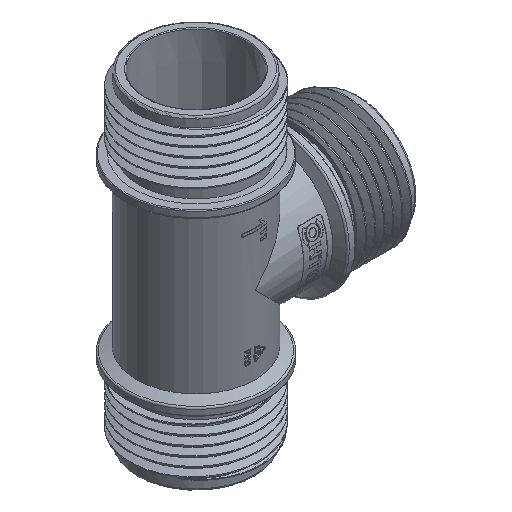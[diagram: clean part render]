
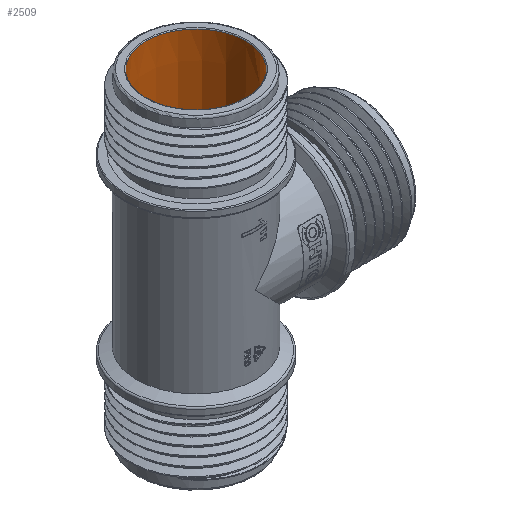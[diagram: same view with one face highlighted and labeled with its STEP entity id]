
A CAD part, isometric view. The second image highlights one B-rep face of the part: STEP entity #2509.
In plain terms, the highlighted conical face has half-angle 0.256 degrees and reference radius 12.5 mm.
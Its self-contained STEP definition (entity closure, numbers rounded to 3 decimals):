
#2000=CONICAL_SURFACE('',#5453,12.5,0.256);
#2009=ELLIPSE('',#5449,17.678,12.5);
#2509=ADVANCED_FACE('',(#2863,#2864),#2000,.F.);
#2863=FACE_BOUND('',#2980,.T.);
#2864=FACE_BOUND('',#2981,.T.);
#2980=EDGE_LOOP('',(#3288));
#2981=EDGE_LOOP('',(#3289,#3290));
#3288=ORIENTED_EDGE('',*,*,#4783,.T.);
#3289=ORIENTED_EDGE('',*,*,#4784,.T.);
#3290=ORIENTED_EDGE('',*,*,#4782,.F.);
#4396=VERTEX_POINT('',#7217);
#4397=VERTEX_POINT('',#7218);
#4398=VERTEX_POINT('',#7222);
#4782=EDGE_CURVE('',#4397,#4396,#2009,.T.);
#4783=EDGE_CURVE('',#4398,#4398,#5332,.T.);
#4784=EDGE_CURVE('',#4397,#4396,#5333,.T.);
#5332=CIRCLE('',#5451,12.684);
#5333=CIRCLE('',#5452,12.5);
#5449=AXIS2_PLACEMENT_3D('',#7219,#5850,#5851);
#5451=AXIS2_PLACEMENT_3D('',#7221,#5854,#5855);
#5452=AXIS2_PLACEMENT_3D('',#7223,#5856,#5857);
#5453=AXIS2_PLACEMENT_3D('',#7224,#5858,#5859);
#5850=DIRECTION('',(-0.707,0.,0.707));
#5851=DIRECTION('',(0.707,0.,0.707));
#5854=DIRECTION('',(0.,0.,1.));
#5855=DIRECTION('',(1.,0.,0.));
#5856=DIRECTION('',(0.,0.,-1.));
#5857=DIRECTION('',(-1.,0.,0.));
#5858=DIRECTION('',(0.,0.,1.));
#5859=DIRECTION('',(1.,0.,0.));
#7217=CARTESIAN_POINT('',(0.,12.5,0.));
#7218=CARTESIAN_POINT('',(0.,-12.5,0.));
#7219=CARTESIAN_POINT('',(0.056,0.,0.056));
#7221=CARTESIAN_POINT('',(0.,0.,41.151));
#7222=CARTESIAN_POINT('',(12.684,0.,41.151));
#7223=CARTESIAN_POINT('',(0.,0.,0.));
#7224=CARTESIAN_POINT('',(0.,0.,0.));
